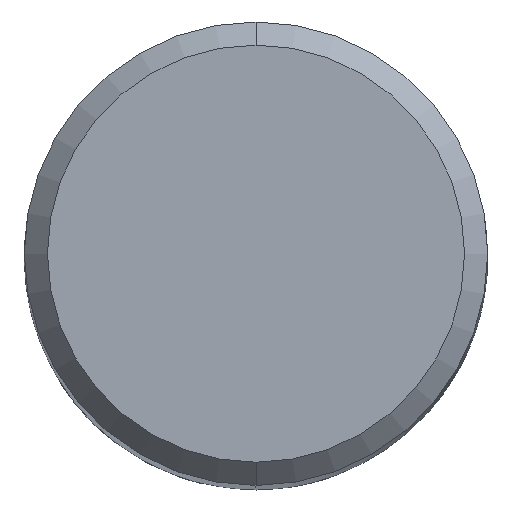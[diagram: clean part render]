
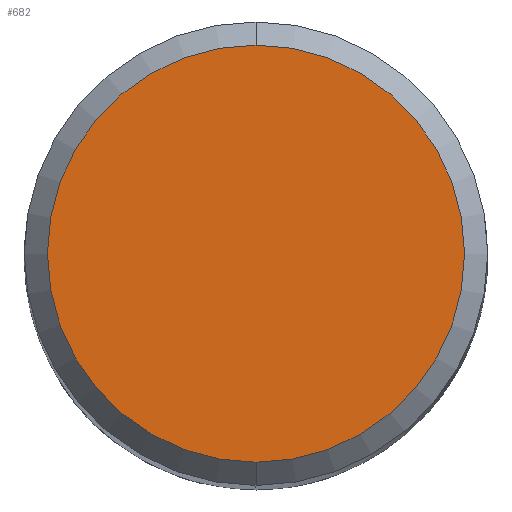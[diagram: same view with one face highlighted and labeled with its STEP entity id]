
A CAD part, top view. The second image highlights one B-rep face of the part: STEP entity #682.
In plain terms, the highlighted planar face has unit normal (0, 0, 1).
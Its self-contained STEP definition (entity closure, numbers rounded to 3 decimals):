
#520=EDGE_CURVE('',#826,#836,#1237,.T.);
#574=EDGE_CURVE('',#836,#826,#1298,.T.);
#682=ADVANCED_FACE('',(#1413),#1414,.T.);
#826=VERTEX_POINT('',#1570);
#836=VERTEX_POINT('',#1580);
#1237=CIRCLE('',#2702,3.6);
#1298=CIRCLE('',#2969,3.6);
#1413=FACE_OUTER_BOUND('',#3270,.T.);
#1414=PLANE('',#3271);
#1570=CARTESIAN_POINT('',(0.0,3.6,0.0));
#1580=CARTESIAN_POINT('',(0.,-3.6,0.0));
#2702=AXIS2_PLACEMENT_3D('',#5337,#5338,#5339);
#2969=AXIS2_PLACEMENT_3D('',#5426,#5427,#5428);
#3270=EDGE_LOOP('',(#5532,#5533));
#3271=AXIS2_PLACEMENT_3D('',#5534,#5535,#5536);
#5337=CARTESIAN_POINT('',(0.0,0.0,0.0));
#5338=DIRECTION('',(0.0,0.0,-1.0));
#5339=DIRECTION('',(0.0,1.0,0.0));
#5426=CARTESIAN_POINT('',(0.0,0.0,0.0));
#5427=DIRECTION('',(0.0,0.0,-1.0));
#5428=DIRECTION('',(0.0,1.0,0.0));
#5532=ORIENTED_EDGE('',*,*,#520,.F.);
#5533=ORIENTED_EDGE('',*,*,#574,.F.);
#5534=CARTESIAN_POINT('',(0.0,1.8,0.0));
#5535=DIRECTION('',(-0.0,0.0,1.0));
#5536=DIRECTION('',(0.0,-1.0,0.0));
